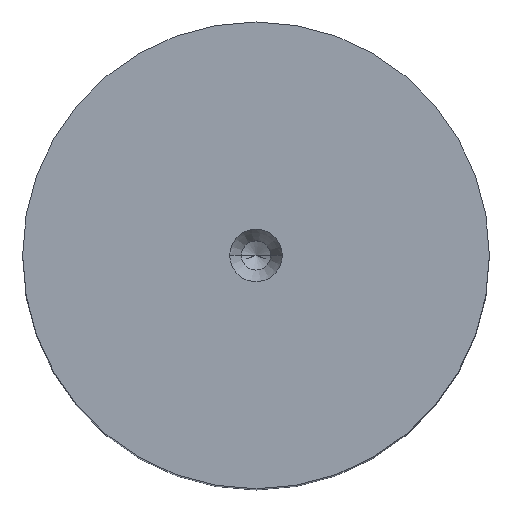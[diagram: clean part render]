
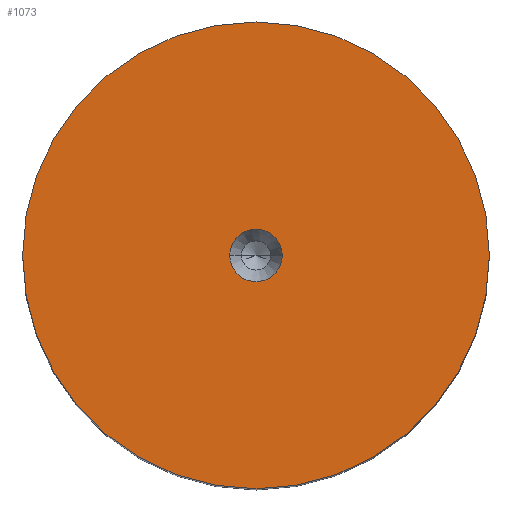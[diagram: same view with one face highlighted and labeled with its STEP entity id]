
A CAD part, top view. The second image highlights one B-rep face of the part: STEP entity #1073.
In plain terms, the highlighted planar face has unit normal (0, 0, 1).
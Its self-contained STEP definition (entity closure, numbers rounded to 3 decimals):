
#36 = VERTEX_POINT ( 'NONE', #1569 ) ;
#227 = DIRECTION ( 'NONE',  ( 0., 0., 1. ) ) ;
#328 = CIRCLE ( 'NONE', #2028, 20. ) ;
#331 = FACE_OUTER_BOUND ( 'NONE', #1768, .T. ) ;
#408 = DIRECTION ( 'NONE',  ( 1., 0., 0. ) ) ;
#423 = CARTESIAN_POINT ( 'NONE',  ( 0., 0., 92. ) ) ;
#578 = CARTESIAN_POINT ( 'NONE',  ( 0., 0., 92. ) ) ;
#602 = DIRECTION ( 'NONE',  ( 0., 0., 1. ) ) ;
#749 = EDGE_CURVE ( 'NONE', #2463, #36, #1081, .T. ) ;
#766 = ORIENTED_EDGE ( 'NONE', *, *, #1653, .T. ) ;
#852 = VERTEX_POINT ( 'NONE', #1177 ) ;
#989 = ORIENTED_EDGE ( 'NONE', *, *, #2475, .F. ) ;
#1016 = DIRECTION ( 'NONE',  ( 0., 0., 1. ) ) ;
#1034 = DIRECTION ( 'NONE',  ( 1., 0., 0. ) ) ;
#1051 = DIRECTION ( 'NONE',  ( 1., 0., 0. ) ) ;
#1070 = CARTESIAN_POINT ( 'NONE',  ( 0., 0., 92. ) ) ;
#1073 = ADVANCED_FACE ( 'NONE', ( #1178, #331 ), #2471, .T. ) ;
#1081 = CIRCLE ( 'NONE', #1813, 20. ) ;
#1149 = EDGE_CURVE ( 'NONE', #852, #2472, #1729, .T. ) ;
#1177 = CARTESIAN_POINT ( 'NONE',  ( 2.25, 0., 92. ) ) ;
#1178 = FACE_BOUND ( 'NONE', #2343, .T. ) ;
#1349 = CARTESIAN_POINT ( 'NONE',  ( 0., 0., 92. ) ) ;
#1352 = AXIS2_PLACEMENT_3D ( 'NONE', #423, #602, #1366 ) ;
#1366 = DIRECTION ( 'NONE',  ( 1., 0., 0. ) ) ;
#1390 = CARTESIAN_POINT ( 'NONE',  ( 0., 0., 92. ) ) ;
#1569 = CARTESIAN_POINT ( 'NONE',  ( -20., 0., 92. ) ) ;
#1614 = AXIS2_PLACEMENT_3D ( 'NONE', #1070, #2000, #1051 ) ;
#1653 = EDGE_CURVE ( 'NONE', #36, #2463, #328, .T. ) ;
#1729 = CIRCLE ( 'NONE', #2191, 2.25 ) ;
#1768 = EDGE_LOOP ( 'NONE', ( #766, #2149 ) ) ;
#1813 = AXIS2_PLACEMENT_3D ( 'NONE', #1390, #1016, #1034 ) ;
#2000 = DIRECTION ( 'NONE',  ( 0., 0., 1. ) ) ;
#2028 = AXIS2_PLACEMENT_3D ( 'NONE', #1349, #227, #408 ) ;
#2149 = ORIENTED_EDGE ( 'NONE', *, *, #749, .T. ) ;
#2153 = DIRECTION ( 'NONE',  ( 0., 0., 1. ) ) ;
#2182 = ORIENTED_EDGE ( 'NONE', *, *, #1149, .F. ) ;
#2191 = AXIS2_PLACEMENT_3D ( 'NONE', #578, #2153, #2327 ) ;
#2225 = CARTESIAN_POINT ( 'NONE',  ( -2.25, 0., 92. ) ) ;
#2234 = CARTESIAN_POINT ( 'NONE',  ( 20., 0., 92. ) ) ;
#2256 = CIRCLE ( 'NONE', #1614, 2.25 ) ;
#2327 = DIRECTION ( 'NONE',  ( 1., 0., 0. ) ) ;
#2343 = EDGE_LOOP ( 'NONE', ( #989, #2182 ) ) ;
#2463 = VERTEX_POINT ( 'NONE', #2234 ) ;
#2471 = PLANE ( 'NONE',  #1352 ) ;
#2472 = VERTEX_POINT ( 'NONE', #2225 ) ;
#2475 = EDGE_CURVE ( 'NONE', #2472, #852, #2256, .T. ) ;
